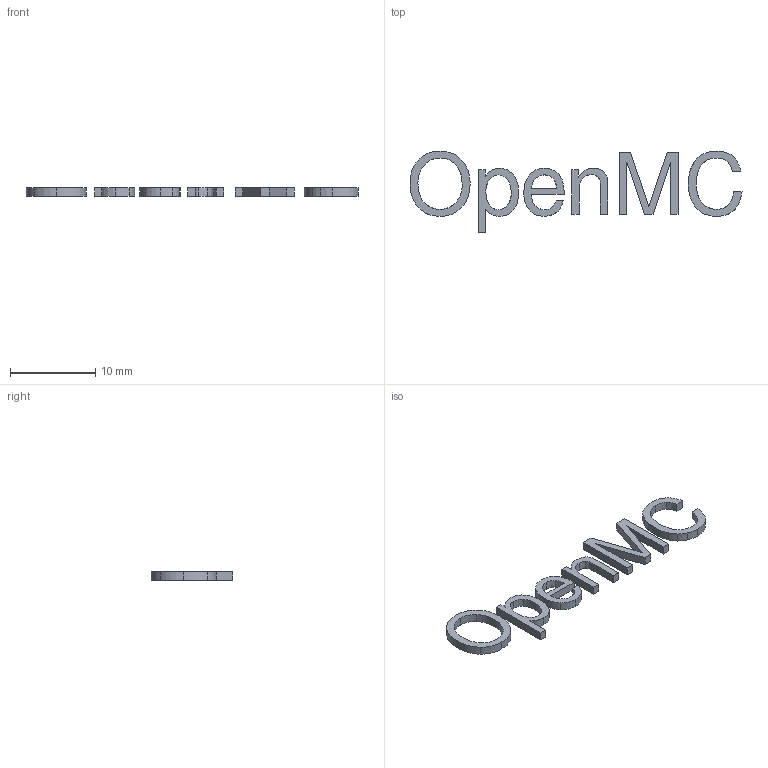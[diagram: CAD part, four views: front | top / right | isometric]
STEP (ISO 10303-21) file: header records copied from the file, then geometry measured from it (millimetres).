
FILE_DESCRIPTION(('Open CASCADE Model'),'2;1');
FILE_NAME('Open CASCADE Shape Model','2025-02-25T21:24:16',('Author'),( 'Open CASCADE'),'Open CASCADE STEP processor 7.8','Open CASCADE 7.8' ,'Unknown');
FILE_SCHEMA(('AUTOMOTIVE_DESIGN { 1 0 10303 214 1 1 1 1 }'));
Length unit declared in the file: millimetre
Products named in the file (7): Open CASCADE STEP translator 7.8 1; Open CASCADE STEP translator 7.8 1.1; Open CASCADE STEP translator 7.8 1.2; Open CASCADE STEP translator 7.8 1.3; Open CASCADE STEP translator 7.8 1.4; Open CASCADE STEP translator 7.8 1.5; Open CASCADE STEP translator 7.8 1.6
Assembly tree (6 placements, depth 2):
  Open CASCADE STEP translator 7.8 1
    Open CASCADE STEP translator 7.8 1.1
    Open CASCADE STEP translator 7.8 1.2
    Open CASCADE STEP translator 7.8 1.3
    Open CASCADE STEP translator 7.8 1.4
    Open CASCADE STEP translator 7.8 1.5
    Open CASCADE STEP translator 7.8 1.6
Bounding box: 38.88 x 9.59 x 1 mm (x, y, z)
Volume: 95.8 mm3; surface area: 424.5 mm2
Topology: 6 solids, 6 shells, 115 faces, 309 edges, 206 vertices
Faces by surface type: extrusion 72, plane 43
Entity records: 7804 total; most frequent: CARTESIAN_POINT 1975, DIRECTION 811, VECTOR 711, LINE 639, ORIENTED_EDGE 618, PCURVE 618, DEFINITIONAL_REPRESENTATION 618, B_SPLINE_CURVE_WITH_KNOTS 360
